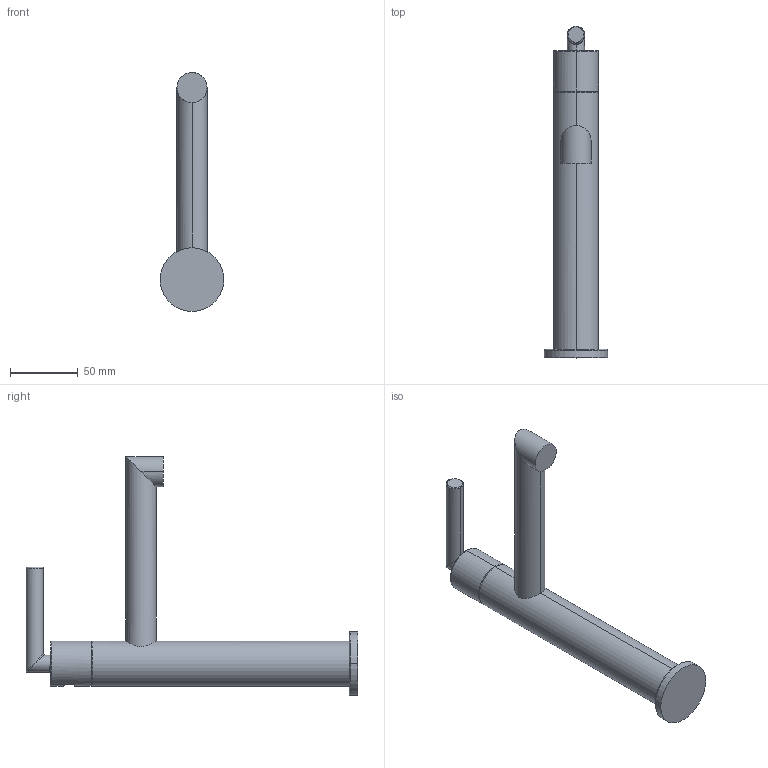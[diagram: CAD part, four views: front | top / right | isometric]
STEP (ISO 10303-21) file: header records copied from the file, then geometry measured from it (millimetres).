
FILE_DESCRIPTION((''),'2;1');
FILE_NAME('2493_SW0001','2021-02-11T13:29:14',('rsmith'),(''),'CREO PARAMETRIC BY PTC INC, 2018400','CREO PARAMETRIC BY PTC INC, 2018400','');
FILE_SCHEMA(('AUTOMOTIVE_DESIGN { 1 0 10303 214 1 1 1 1 }'));
Length unit declared in the file: inch
Products named in the file (1): 2493_SW0001
Bounding box: 46.99 x 244.73 x 176.24 mm (x, y, z)
Volume: 257199 mm3; surface area: 46623.9 mm2
Topology: 1 solids, 2 shells, 143 faces, 362 edges, 224 vertices
Faces by surface type: cylinder 66, plane 41, bspline 15, torus 13, sphere 8
Entity records: 7630 total; most frequent: CARTESIAN_POINT 2399, ORIENTED_EDGE 724, DIRECTION 694, PRESENTATION_STYLE_ASSIGNMENT 439, STYLED_ITEM 366, CURVE_STYLE 362, EDGE_CURVE 362, AXIS2_PLACEMENT_3D 279
